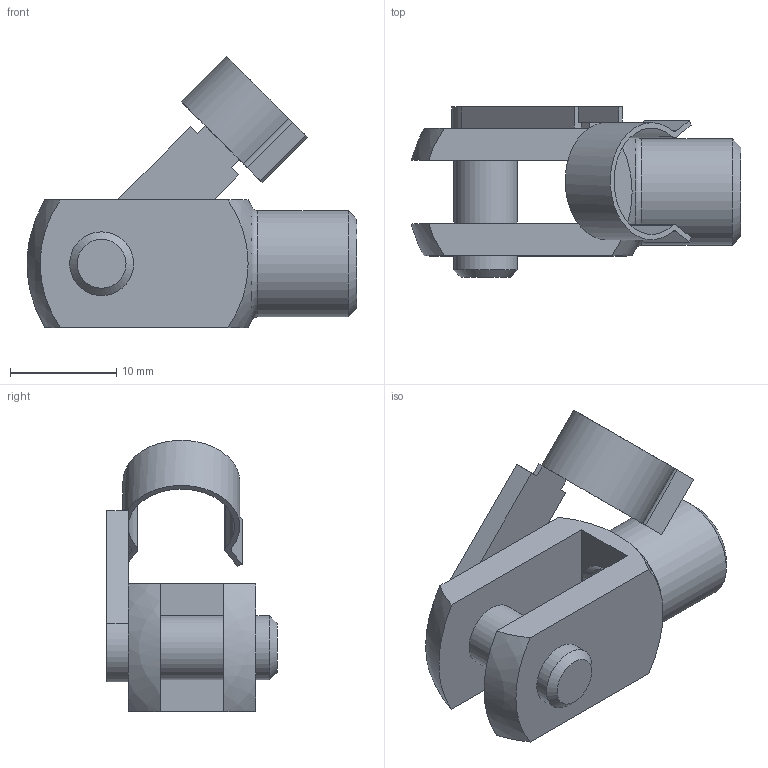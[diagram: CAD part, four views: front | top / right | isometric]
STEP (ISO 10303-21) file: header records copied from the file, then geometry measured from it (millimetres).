
FILE_DESCRIPTION( ( 'STEP AP214' ), '1' );
FILE_NAME( 'K0731.0612.stp', '2020-12-09T14:46:35', ( '' ), ( '' ), ' ', 'PARTsolutions', ' ' );
FILE_SCHEMA( ( 'AUTOMOTIVE_DESIGN { 1 0 10303 214 1 1 1 1 }' ) );
Length unit declared in the file: millimetre
Products named in the file (1): _K0731.0612
Bounding box: 31 x 16 x 25.49 mm (x, y, z)
Volume: 2504.5 mm3; surface area: 2632.3 mm2
Topology: 1 solids, 1 shells, 65 faces, 164 edges, 106 vertices
Faces by surface type: plane 42, cylinder 15, cone 4, sphere 3, torus 1
Full cylindrical faces by diameter (mm): 4 x1, 4.4 x1, 4.917 x1, 6 x3, 10 x1
Entity records: 2403 total; most frequent: DIRECTION 333, CARTESIAN_POINT 317, ORIENTED_EDGE 296, EDGE_CURVE 148, AXIS2_PLACEMENT_3D 119, VERTEX_POINT 103, LINE 95, VECTOR 95
